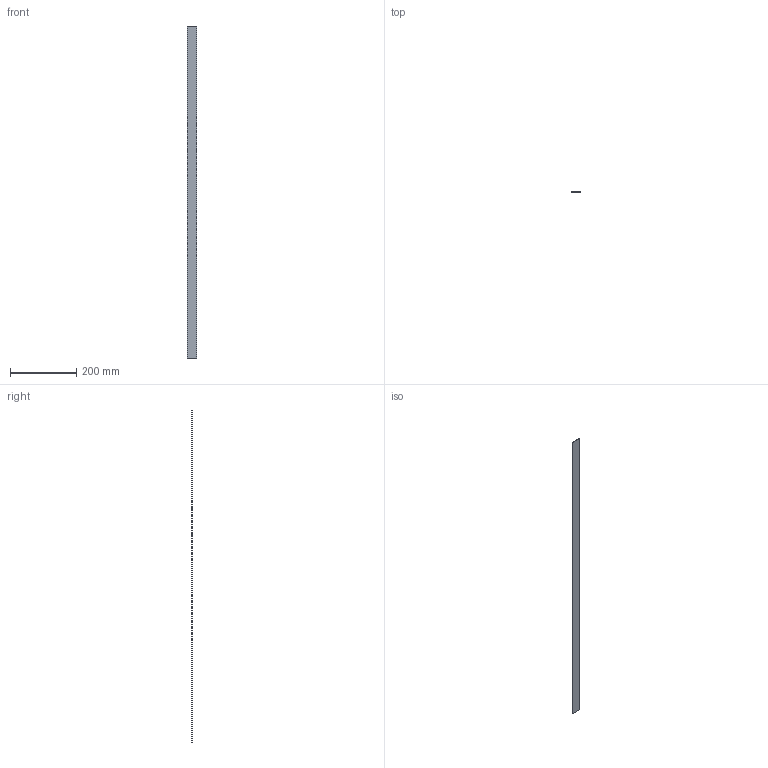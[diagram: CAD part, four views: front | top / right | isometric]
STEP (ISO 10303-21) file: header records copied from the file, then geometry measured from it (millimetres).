
FILE_DESCRIPTION (( 'STEP AP214' ), '1' );
FILE_NAME ('Ñáîðêà1.STEP', '2024-12-04T14:45:14', ( '' ), ( '' ), 'SwSTEP 2.0', 'SolidWorks 2024', '' );
FILE_SCHEMA (( 'AUTOMOTIVE_DESIGN' ));
Length unit declared in the file: millimetre
Products named in the file (2): Сборка1; SH30S3 Алюминиевая полоса АД31Т 30х3 (Без покрытия)_30х3
Assembly tree (1 placements, depth 2):
  Сборка1
    SH30S3 Алюминиевая полоса АД31Т 30х3 (Без покрытия)_30х3
Bounding box: 30 x 3 x 1000 mm (x, y, z)
Volume: 90000 mm3; surface area: 66180 mm2
Topology: 1 solids, 1 shells, 6 faces, 12 edges, 8 vertices
Faces by surface type: plane 6
Entity records: 211 total; most frequent: DIRECTION 32, CARTESIAN_POINT 30, ORIENTED_EDGE 24, VECTOR 12, LINE 12, EDGE_CURVE 12, AXIS2_PLACEMENT_3D 10, VERTEX_POINT 8
